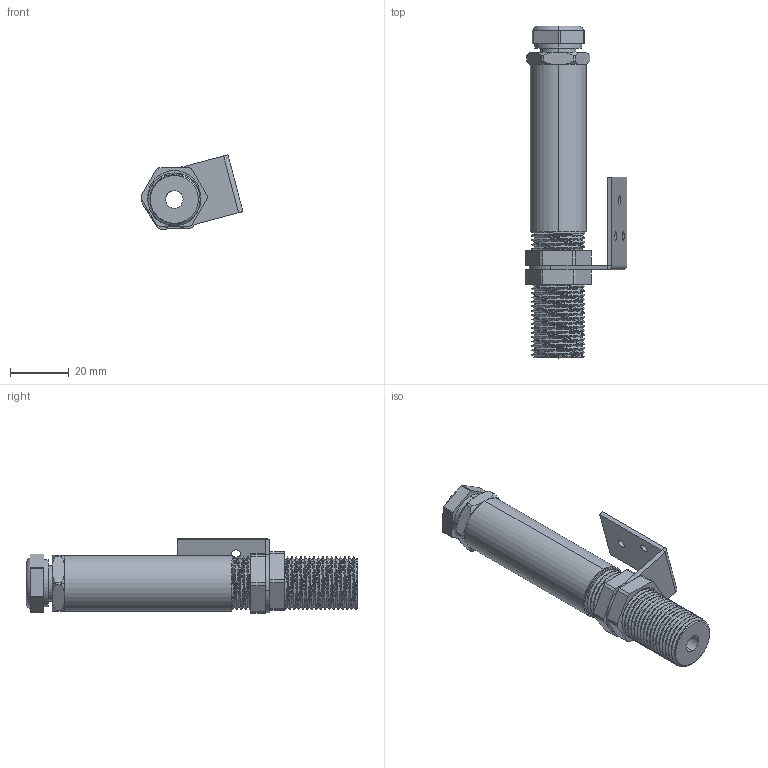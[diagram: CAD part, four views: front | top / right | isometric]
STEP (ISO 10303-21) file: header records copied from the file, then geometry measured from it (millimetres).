
FILE_DESCRIPTION (( 'STEP AP214' ), '1' );
FILE_NAME ('TM300.STEP', '2023-03-21T07:12:38', ( '' ), ( '' ), 'SwSTEP 2.0', 'SolidWorks 2018', '' );
FILE_SCHEMA (( 'AUTOMOTIVE_DESIGN' ));
Length unit declared in the file: millimetre
Products named in the file (4): TM300盓殤; TM300蹟佪SLDPRT; TM300
Assembly tree (4 placements, depth 2):
  TM300
    TM300
    TM300蹟佪SLDPRT  x2
    TM300盓殤
Bounding box: 34.65 x 113 x 25.33 mm (x, y, z)
Volume: 28260.5 mm3; surface area: 14759.4 mm2
Topology: 4 solids, 4 shells, 188 faces, 509 edges, 332 vertices
Faces by surface type: cylinder 107, plane 58, torus 19, bspline 4
Entity records: 13408 total; most frequent: CARTESIAN_POINT 9216, ORIENTED_EDGE 934, DIRECTION 774, EDGE_CURVE 467, VERTEX_POINT 304, AXIS2_PLACEMENT_3D 292, LINE 190, VECTOR 190
